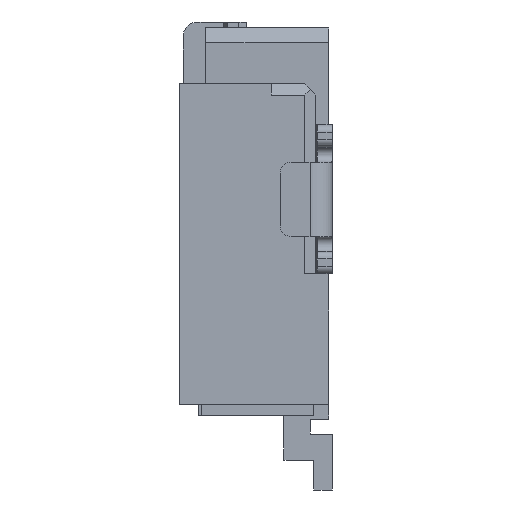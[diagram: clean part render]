
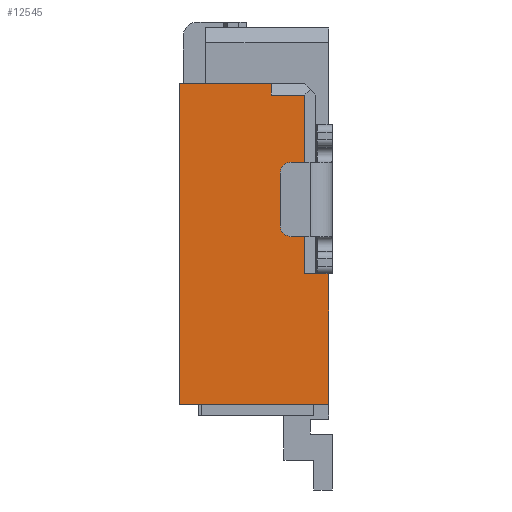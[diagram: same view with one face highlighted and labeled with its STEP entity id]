
A CAD part, left-side view. The second image highlights one B-rep face of the part: STEP entity #12545.
In plain terms, the highlighted planar face has unit normal (-1, 0, 0).
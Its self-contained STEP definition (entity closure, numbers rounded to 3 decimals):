
#4=DIRECTION('',(0.,-1.,0.));
#5=VECTOR('',#4,0.15);
#6=CARTESIAN_POINT('',(-5.15,-0.552,-3.38));
#7=LINE('',#6,#5);
#12=DIRECTION('',(0.,0.,-1.));
#13=VECTOR('',#12,1.75);
#14=CARTESIAN_POINT('',(-5.15,-0.702,-3.38));
#15=LINE('',#14,#13);
#19=DIRECTION('',(0.,1.,0.));
#20=VECTOR('',#19,2.);
#21=CARTESIAN_POINT('',(-5.15,-0.702,-5.13));
#22=LINE('',#21,#20);
#26=DIRECTION('',(0.,0.,1.));
#27=VECTOR('',#26,4.3);
#28=CARTESIAN_POINT('',(-5.15,1.298,-5.13));
#29=LINE('',#28,#27);
#33=DIRECTION('',(0.,-1.,0.));
#34=VECTOR('',#33,1.23);
#35=CARTESIAN_POINT('',(-5.15,1.298,-0.83));
#36=LINE('',#35,#34);
#40=DIRECTION('',(0.,0.,1.));
#41=VECTOR('',#40,0.15);
#42=CARTESIAN_POINT('',(-5.15,0.068,-0.98));
#43=LINE('',#42,#41);
#47=DIRECTION('',(0.,1.,0.));
#48=VECTOR('',#47,0.45);
#49=CARTESIAN_POINT('',(-5.15,-0.382,-0.98));
#50=LINE('',#49,#48);
#54=DIRECTION('',(0.,0.,1.));
#55=VECTOR('',#54,2.4);
#56=CARTESIAN_POINT('',(-5.15,-0.382,-3.38));
#57=LINE('',#56,#55);
#61=DIRECTION('',(0.,-1.,0.));
#62=VECTOR('',#61,0.17);
#63=CARTESIAN_POINT('',(-5.15,-0.382,-3.38));
#64=LINE('',#63,#62);
#10578=CARTESIAN_POINT('',(-5.15,-0.702,-5.13));
#10579=CARTESIAN_POINT('',(-5.15,1.298,-5.13));
#10580=VERTEX_POINT('',#10578);
#10581=VERTEX_POINT('',#10579);
#10582=CARTESIAN_POINT('',(-5.15,1.298,-0.83));
#10583=VERTEX_POINT('',#10582);
#10678=CARTESIAN_POINT('',(-5.15,-0.382,-3.38));
#10679=VERTEX_POINT('',#10678);
#10750=CARTESIAN_POINT('',(-5.15,0.068,-0.98));
#10751=CARTESIAN_POINT('',(-5.15,0.068,-0.83));
#10752=VERTEX_POINT('',#10750);
#10753=VERTEX_POINT('',#10751);
#10754=CARTESIAN_POINT('',(-5.15,-0.382,-0.98));
#10755=VERTEX_POINT('',#10754);
#10824=CARTESIAN_POINT('',(-5.15,-0.552,-3.38));
#10825=CARTESIAN_POINT('',(-5.15,-0.702,-3.38));
#10826=VERTEX_POINT('',#10824);
#10827=VERTEX_POINT('',#10825);
#12520=CARTESIAN_POINT('',(-5.15,0.,0.));
#12521=DIRECTION('',(1.,0.,0.));
#12522=DIRECTION('',(0.,0.,-1.));
#12523=AXIS2_PLACEMENT_3D('',#12520,#12521,#12522);
#12524=PLANE('',#12523);
#12526=ORIENTED_EDGE('',*,*,#12525,.T.);
#12528=ORIENTED_EDGE('',*,*,#12527,.T.);
#12530=ORIENTED_EDGE('',*,*,#12529,.T.);
#12532=ORIENTED_EDGE('',*,*,#12531,.T.);
#12534=ORIENTED_EDGE('',*,*,#12533,.T.);
#12536=ORIENTED_EDGE('',*,*,#12535,.F.);
#12538=ORIENTED_EDGE('',*,*,#12537,.F.);
#12540=ORIENTED_EDGE('',*,*,#12539,.F.);
#12542=ORIENTED_EDGE('',*,*,#12541,.T.);
#12543=EDGE_LOOP('',(#12526,#12528,#12530,#12532,#12534,#12536,#12538,#12540,
#12542));
#12544=FACE_OUTER_BOUND('',#12543,.F.);
#12525=EDGE_CURVE('',#10826,#10827,#7,.T.);
#12527=EDGE_CURVE('',#10827,#10580,#15,.T.);
#12529=EDGE_CURVE('',#10580,#10581,#22,.T.);
#12531=EDGE_CURVE('',#10581,#10583,#29,.T.);
#12533=EDGE_CURVE('',#10583,#10753,#36,.T.);
#12535=EDGE_CURVE('',#10752,#10753,#43,.T.);
#12537=EDGE_CURVE('',#10755,#10752,#50,.T.);
#12539=EDGE_CURVE('',#10679,#10755,#57,.T.);
#12541=EDGE_CURVE('',#10679,#10826,#64,.T.);
#12545=ADVANCED_FACE('',(#12544),#12524,.F.);
